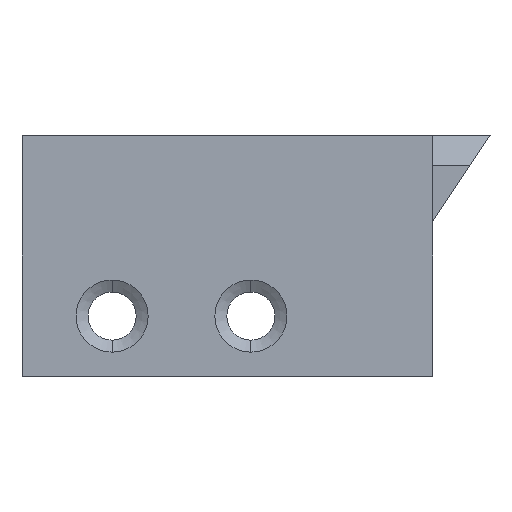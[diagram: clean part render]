
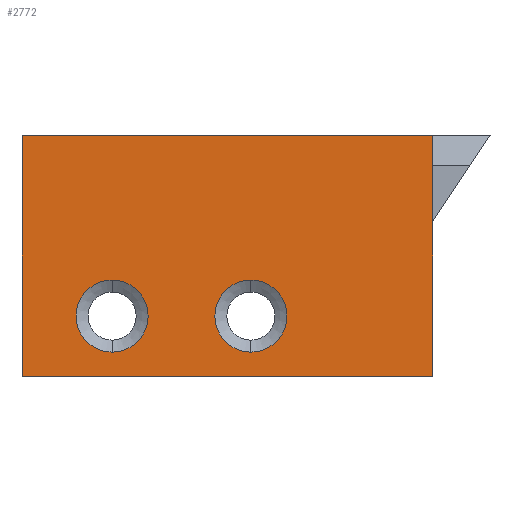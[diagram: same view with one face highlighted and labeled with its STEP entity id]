
A CAD part, front view. The second image highlights one B-rep face of the part: STEP entity #2772.
In plain terms, the highlighted planar face has unit normal (0, -1, 0).
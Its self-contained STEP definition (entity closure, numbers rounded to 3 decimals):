
#38 = DIRECTION ( 'NONE',  ( 0., 0., -1. ) ) ;
#182 = VERTEX_POINT ( 'NONE', #1015 ) ;
#202 = CARTESIAN_POINT ( 'NONE',  ( -7.04, -1.165, -5. ) ) ;
#290 = CARTESIAN_POINT ( 'NONE',  ( -4.04, -1.165, -3. ) ) ;
#317 = VECTOR ( 'NONE', #3411, 1000. ) ;
#394 = LINE ( 'NONE', #202, #2913 ) ;
#410 = CIRCLE ( 'NONE', #2888, 1.2 ) ;
#429 = AXIS2_PLACEMENT_3D ( 'NONE', #2400, #757, #1854 ) ;
#591 = FACE_BOUND ( 'NONE', #3430, .T. ) ;
#593 = DIRECTION ( 'NONE',  ( 0., -1., 0. ) ) ;
#612 = LINE ( 'NONE', #1714, #317 ) ;
#616 = VECTOR ( 'NONE', #719, 1000. ) ;
#719 = DIRECTION ( 'NONE',  ( 0., 0., -1. ) ) ;
#722 = CARTESIAN_POINT ( 'NONE',  ( 0.581, -1.165, -4.2 ) ) ;
#743 = DIRECTION ( 'NONE',  ( 0., 0., -1. ) ) ;
#752 = VERTEX_POINT ( 'NONE', #2474 ) ;
#757 = DIRECTION ( 'NONE',  ( 0., -1., 0. ) ) ;
#783 = AXIS2_PLACEMENT_3D ( 'NONE', #2806, #1551, #2327 ) ;
#793 = ORIENTED_EDGE ( 'NONE', *, *, #3013, .F. ) ;
#805 = VERTEX_POINT ( 'NONE', #3504 ) ;
#848 = CARTESIAN_POINT ( 'NONE',  ( 7.581, -1.165, -5. ) ) ;
#890 = CIRCLE ( 'NONE', #2453, 1.2 ) ;
#901 = ORIENTED_EDGE ( 'NONE', *, *, #2990, .F. ) ;
#927 = ORIENTED_EDGE ( 'NONE', *, *, #3414, .F. ) ;
#975 = CARTESIAN_POINT ( 'NONE',  ( 6.628, -1.165, 3. ) ) ;
#1015 = CARTESIAN_POINT ( 'NONE',  ( -7.04, -1.165, 3. ) ) ;
#1044 = DIRECTION ( 'NONE',  ( 0., 0., -1. ) ) ;
#1084 = VERTEX_POINT ( 'NONE', #2286 ) ;
#1172 = CIRCLE ( 'NONE', #429, 1.2 ) ;
#1455 = CARTESIAN_POINT ( 'NONE',  ( -4.04, -1.165, -1.8 ) ) ;
#1489 = LINE ( 'NONE', #975, #616 ) ;
#1551 = DIRECTION ( 'NONE',  ( 0., 1., 0. ) ) ;
#1685 = VERTEX_POINT ( 'NONE', #2695 ) ;
#1692 = FACE_OUTER_BOUND ( 'NONE', #1952, .T. ) ;
#1714 = CARTESIAN_POINT ( 'NONE',  ( 3.04, -1.165, 3. ) ) ;
#1854 = DIRECTION ( 'NONE',  ( 0., 0., -1. ) ) ;
#1864 = EDGE_LOOP ( 'NONE', ( #2858, #927 ) ) ;
#1952 = EDGE_LOOP ( 'NONE', ( #2338, #3021, #2834, #3512 ) ) ;
#2045 = VERTEX_POINT ( 'NONE', #2126 ) ;
#2126 = CARTESIAN_POINT ( 'NONE',  ( -4.04, -1.165, -4.2 ) ) ;
#2162 = VECTOR ( 'NONE', #2521, 1000. ) ;
#2286 = CARTESIAN_POINT ( 'NONE',  ( 0.581, -1.165, -1.8 ) ) ;
#2327 = DIRECTION ( 'NONE',  ( -1., 0., 0. ) ) ;
#2330 = EDGE_CURVE ( 'NONE', #182, #805, #612, .T. ) ;
#2338 = ORIENTED_EDGE ( 'NONE', *, *, #2701, .F. ) ;
#2400 = CARTESIAN_POINT ( 'NONE',  ( 0.581, -1.165, -3. ) ) ;
#2428 = EDGE_CURVE ( 'NONE', #182, #752, #394, .T. ) ;
#2453 = AXIS2_PLACEMENT_3D ( 'NONE', #2472, #3026, #3298 ) ;
#2469 = CIRCLE ( 'NONE', #3384, 1.2 ) ;
#2472 = CARTESIAN_POINT ( 'NONE',  ( 0.581, -1.165, -3. ) ) ;
#2474 = CARTESIAN_POINT ( 'NONE',  ( -7.04, -1.165, -5. ) ) ;
#2498 = VERTEX_POINT ( 'NONE', #722 ) ;
#2506 = CARTESIAN_POINT ( 'NONE',  ( -4.04, -1.165, -3. ) ) ;
#2521 = DIRECTION ( 'NONE',  ( -1., 0., 0. ) ) ;
#2529 = EDGE_CURVE ( 'NONE', #2045, #2654, #410, .T. ) ;
#2654 = VERTEX_POINT ( 'NONE', #1455 ) ;
#2695 = CARTESIAN_POINT ( 'NONE',  ( 6.628, -1.165, -5. ) ) ;
#2701 = EDGE_CURVE ( 'NONE', #1685, #752, #3099, .T. ) ;
#2772 = ADVANCED_FACE ( 'NONE', ( #3061, #591, #1692 ), #2789, .F. ) ;
#2789 = PLANE ( 'NONE',  #783 ) ;
#2806 = CARTESIAN_POINT ( 'NONE',  ( 13.442, -1.165, 3. ) ) ;
#2834 = ORIENTED_EDGE ( 'NONE', *, *, #2330, .F. ) ;
#2858 = ORIENTED_EDGE ( 'NONE', *, *, #2529, .F. ) ;
#2888 = AXIS2_PLACEMENT_3D ( 'NONE', #290, #3560, #1044 ) ;
#2913 = VECTOR ( 'NONE', #743, 1000. ) ;
#2990 = EDGE_CURVE ( 'NONE', #1084, #2498, #890, .T. ) ;
#3013 = EDGE_CURVE ( 'NONE', #2498, #1084, #1172, .T. ) ;
#3021 = ORIENTED_EDGE ( 'NONE', *, *, #3473, .F. ) ;
#3026 = DIRECTION ( 'NONE',  ( 0., -1., 0. ) ) ;
#3061 = FACE_BOUND ( 'NONE', #1864, .T. ) ;
#3099 = LINE ( 'NONE', #848, #2162 ) ;
#3298 = DIRECTION ( 'NONE',  ( 0., 0., -1. ) ) ;
#3384 = AXIS2_PLACEMENT_3D ( 'NONE', #2506, #593, #38 ) ;
#3411 = DIRECTION ( 'NONE',  ( 1., 0., 0. ) ) ;
#3414 = EDGE_CURVE ( 'NONE', #2654, #2045, #2469, .T. ) ;
#3430 = EDGE_LOOP ( 'NONE', ( #793, #901 ) ) ;
#3473 = EDGE_CURVE ( 'NONE', #805, #1685, #1489, .T. ) ;
#3504 = CARTESIAN_POINT ( 'NONE',  ( 6.628, -1.165, 3. ) ) ;
#3512 = ORIENTED_EDGE ( 'NONE', *, *, #2428, .T. ) ;
#3560 = DIRECTION ( 'NONE',  ( 0., -1., 0. ) ) ;
